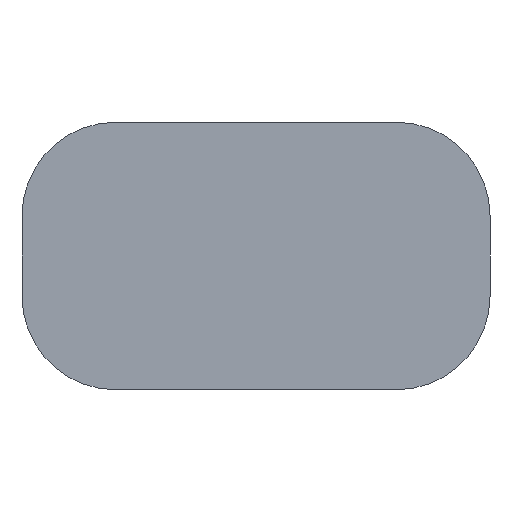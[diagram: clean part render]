
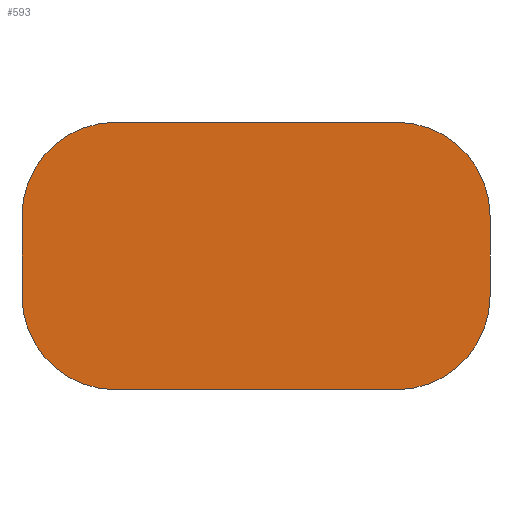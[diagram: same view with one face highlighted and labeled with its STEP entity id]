
A CAD part, front view. The second image highlights one B-rep face of the part: STEP entity #593.
In plain terms, the highlighted planar face has unit normal (0, -1, 0).
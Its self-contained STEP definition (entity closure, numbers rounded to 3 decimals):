
#402 = VERTEX_POINT('',#403);
#403 = CARTESIAN_POINT('',(-7.,-18.33,2.7));
#409 = EDGE_CURVE('',#402,#410,#412,.T.);
#410 = VERTEX_POINT('',#411);
#411 = CARTESIAN_POINT('',(-7.,-18.33,0.3));
#412 = LINE('',#413,#414);
#413 = CARTESIAN_POINT('',(-7.,-18.33,2.7));
#414 = VECTOR('',#415,1.);
#415 = DIRECTION('',(0.,0.,-1.));
#433 = VERTEX_POINT('',#434);
#434 = CARTESIAN_POINT('',(-4.2,-18.33,5.5));
#440 = EDGE_CURVE('',#433,#402,#441,.T.);
#441 = CIRCLE('',#442,2.8);
#442 = AXIS2_PLACEMENT_3D('',#443,#444,#445);
#443 = CARTESIAN_POINT('',(-4.2,-18.33,2.7));
#444 = DIRECTION('',(0.,-1.,0.));
#445 = DIRECTION('',(1.,0.,0.));
#458 = EDGE_CURVE('',#410,#459,#461,.T.);
#459 = VERTEX_POINT('',#460);
#460 = CARTESIAN_POINT('',(-4.2,-18.33,-2.5));
#461 = CIRCLE('',#462,2.8);
#462 = AXIS2_PLACEMENT_3D('',#463,#464,#465);
#463 = CARTESIAN_POINT('',(-4.2,-18.33,0.3));
#464 = DIRECTION('',(0.,-1.,0.));
#465 = DIRECTION('',(1.,0.,0.));
#483 = VERTEX_POINT('',#484);
#484 = CARTESIAN_POINT('',(4.2,-18.33,5.5));
#490 = EDGE_CURVE('',#483,#433,#491,.T.);
#491 = LINE('',#492,#493);
#492 = CARTESIAN_POINT('',(4.2,-18.33,5.5));
#493 = VECTOR('',#494,1.);
#494 = DIRECTION('',(-1.,0.,0.));
#507 = EDGE_CURVE('',#459,#508,#510,.T.);
#508 = VERTEX_POINT('',#509);
#509 = CARTESIAN_POINT('',(4.2,-18.33,-2.5));
#510 = LINE('',#511,#512);
#511 = CARTESIAN_POINT('',(-4.2,-18.33,-2.5));
#512 = VECTOR('',#513,1.);
#513 = DIRECTION('',(1.,0.,0.));
#531 = VERTEX_POINT('',#532);
#532 = CARTESIAN_POINT('',(7.,-18.33,2.7));
#538 = EDGE_CURVE('',#531,#483,#539,.T.);
#539 = CIRCLE('',#540,2.8);
#540 = AXIS2_PLACEMENT_3D('',#541,#542,#543);
#541 = CARTESIAN_POINT('',(4.2,-18.33,2.7));
#542 = DIRECTION('',(0.,-1.,0.));
#543 = DIRECTION('',(1.,0.,0.));
#556 = EDGE_CURVE('',#508,#557,#559,.T.);
#557 = VERTEX_POINT('',#558);
#558 = CARTESIAN_POINT('',(7.,-18.33,0.3));
#559 = CIRCLE('',#560,2.8);
#560 = AXIS2_PLACEMENT_3D('',#561,#562,#563);
#561 = CARTESIAN_POINT('',(4.2,-18.33,0.3));
#562 = DIRECTION('',(0.,-1.,0.));
#563 = DIRECTION('',(1.,0.,0.));
#581 = EDGE_CURVE('',#557,#531,#582,.T.);
#582 = LINE('',#583,#584);
#583 = CARTESIAN_POINT('',(7.,-18.33,0.3));
#584 = VECTOR('',#585,1.);
#585 = DIRECTION('',(0.,0.,1.));
#593 = ADVANCED_FACE('',(#594),#604,.F.);
#594 = FACE_BOUND('',#595,.T.);
#595 = EDGE_LOOP('',(#596,#597,#598,#599,#600,#601,#602,#603));
#596 = ORIENTED_EDGE('',*,*,#409,.T.);
#597 = ORIENTED_EDGE('',*,*,#458,.T.);
#598 = ORIENTED_EDGE('',*,*,#507,.T.);
#599 = ORIENTED_EDGE('',*,*,#556,.T.);
#600 = ORIENTED_EDGE('',*,*,#581,.T.);
#601 = ORIENTED_EDGE('',*,*,#538,.T.);
#602 = ORIENTED_EDGE('',*,*,#490,.T.);
#603 = ORIENTED_EDGE('',*,*,#440,.T.);
#604 = PLANE('',#605);
#605 = AXIS2_PLACEMENT_3D('',#606,#607,#608);
#606 = CARTESIAN_POINT('',(0.,-18.33,1.5));
#607 = DIRECTION('',(0.,1.,0.));
#608 = DIRECTION('',(0.,0.,1.));
